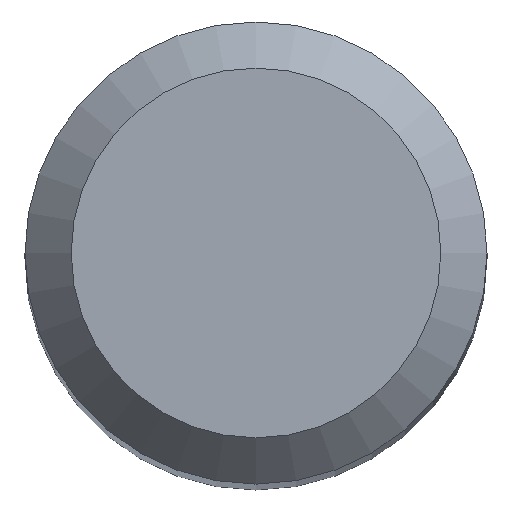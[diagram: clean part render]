
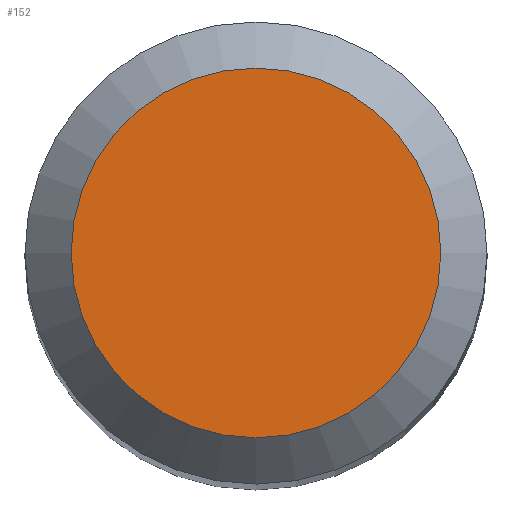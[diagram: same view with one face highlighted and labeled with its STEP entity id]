
A CAD part, top view. The second image highlights one B-rep face of the part: STEP entity #152.
In plain terms, the highlighted planar face has unit normal (0, 0, 1).
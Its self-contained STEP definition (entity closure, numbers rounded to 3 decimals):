
#4 = CIRCLE ( 'NONE', #69, 1.6 ) ;
#17 = CARTESIAN_POINT ( 'NONE',  ( 0., 1.6, 38. ) ) ;
#26 = EDGE_CURVE ( 'NONE', #54, #54, #4, .T. ) ;
#48 = ORIENTED_EDGE ( 'NONE', *, *, #26, .F. ) ;
#52 = PLANE ( 'NONE',  #208 ) ;
#54 = VERTEX_POINT ( 'NONE', #17 ) ;
#69 = AXIS2_PLACEMENT_3D ( 'NONE', #234, #125, #230 ) ;
#94 = CARTESIAN_POINT ( 'NONE',  ( 0., 0., 38. ) ) ;
#106 = EDGE_LOOP ( 'NONE', ( #48 ) ) ;
#125 = DIRECTION ( 'NONE',  ( 0., 0., -1. ) ) ;
#146 = DIRECTION ( 'NONE',  ( 0., 1., 0. ) ) ;
#152 = ADVANCED_FACE ( 'NONE', ( #186 ), #52, .F. ) ;
#186 = FACE_OUTER_BOUND ( 'NONE', #106, .T. ) ;
#208 = AXIS2_PLACEMENT_3D ( 'NONE', #94, #221, #146 ) ;
#221 = DIRECTION ( 'NONE',  ( 0., 0., -1. ) ) ;
#230 = DIRECTION ( 'NONE',  ( 0., 1., 0. ) ) ;
#234 = CARTESIAN_POINT ( 'NONE',  ( 0., 0., 38. ) ) ;
